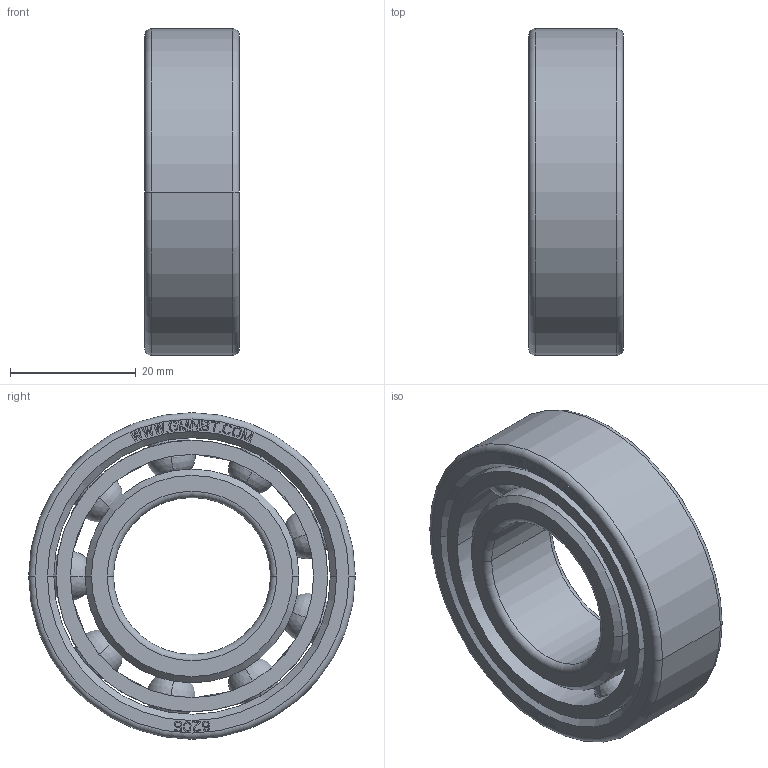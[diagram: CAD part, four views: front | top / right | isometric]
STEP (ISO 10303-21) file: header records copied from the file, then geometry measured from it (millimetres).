
FILE_DESCRIPTION((''),'2;1');
FILE_NAME('6205_PRT','2014-11-17T',('sales 4'),(''),'PRO/ENGINEER BY PARAMETRIC TECHNOLOGY CORPORATION, 2013150','PRO/ENGINEER BY PARAMETRIC TECHNOLOGY CORPORATION, 2013150','');
FILE_SCHEMA(('AUTOMOTIVE_DESIGN { 1 0 10303 214 1 1 1 1 }'));
Length unit declared in the file: millimetre
Products named in the file (1): 6205_PRT
Bounding box: 15.01 x 52 x 52 mm (x, y, z)
Volume: 18987.9 mm3; surface area: 14837.8 mm2
Topology: 12 solids, 12 shells, 530 faces, 1484 edges, 962 vertices
Faces by surface type: plane 458, cylinder 34, sphere 18, torus 12, cone 8
Entity records: 23480 total; most frequent: CARTESIAN_POINT 5252, ORIENTED_EDGE 2896, DIRECTION 2550, PRESENTATION_STYLE_ASSIGNMENT 1483, STYLED_ITEM 1460, CURVE_STYLE 1448, EDGE_CURVE 1448, VECTOR 1334
